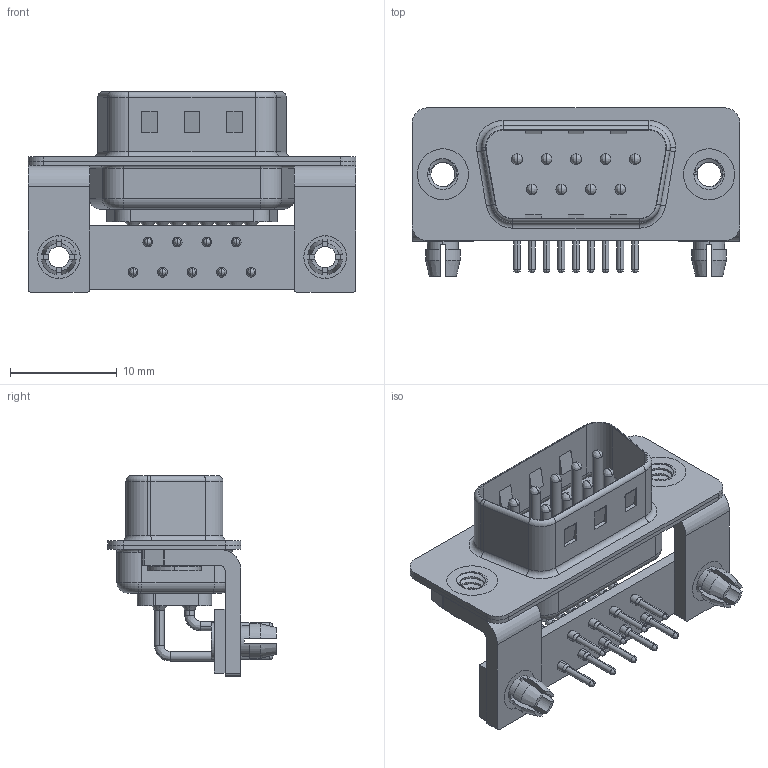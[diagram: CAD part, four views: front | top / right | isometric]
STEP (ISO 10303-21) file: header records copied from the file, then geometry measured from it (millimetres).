
FILE_DESCRIPTION (( 'STEP AP203' ), '1' );
FILE_NAME ('621-M09-260-BN3.STEP', '2018-09-24T19:02:44', ( '' ), ( '' ), 'SwSTEP 2.0', 'SolidWorks 2016', '' );
FILE_SCHEMA (( 'CONFIG_CONTROL_DESIGN' ));
Length unit declared in the file: millimetre
Products named in the file (10): 621M Stabilizer Bracket; 621M Stabilizer Board_09 Contacts; 621M Board Lock; 621M Housing_09 Contacts; 621-M09-260-BN3; 621M Shell Front_09 Contacts; 621M Shell Rear_09 Contacts; 621M Contact Row 1; 621M Contact Row 2; 621M 4-40 Threaded Rivet_Stabilizer
Assembly tree (19 placements, depth 2):
  621-M09-260-BN3
    621M Housing_09 Contacts
    621M Shell Front_09 Contacts
    621M Shell Rear_09 Contacts
    621M Contact Row 1  x5
    621M Contact Row 2  x4
    621M 4-40 Threaded Rivet_Stabilizer  x2
    621M Stabilizer Bracket  x2
    621M Stabilizer Board_09 Contacts
    621M Board Lock  x2
Bounding box: 30.8 x 15.8 x 18.8 mm (x, y, z)
Volume: 1800.7 mm3; surface area: 5055.5 mm2
Topology: 19 solids, 19 shells, 1454 faces, 3987 edges, 2586 vertices
Faces by surface type: plane 757, cylinder 525, bspline 60, torus 56, cone 56
Entity records: 22827 total; most frequent: CARTESIAN_POINT 5148, DIRECTION 3569, ORIENTED_EDGE 3340, EDGE_CURVE 1670, AXIS2_PLACEMENT_3D 1302, VERTEX_POINT 1080, VECTOR 965, LINE 965
